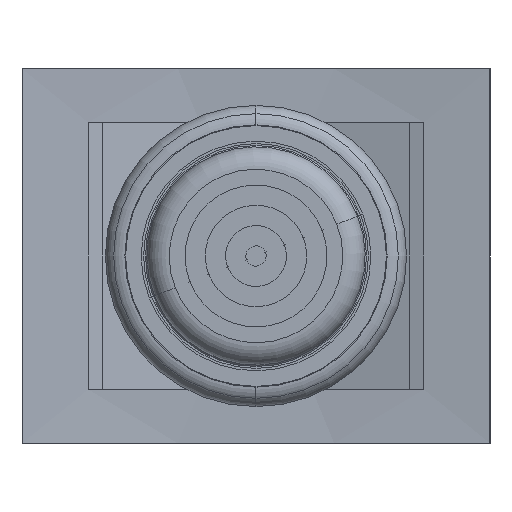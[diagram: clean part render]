
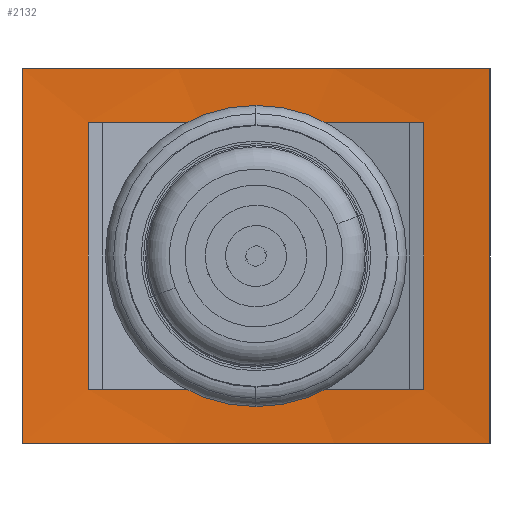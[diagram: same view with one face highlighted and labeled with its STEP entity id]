
A CAD part, left-side view. The second image highlights one B-rep face of the part: STEP entity #2132.
In plain terms, the highlighted cylindrical face has radius 56.951 mm (diameter 113.903 mm), a partial arc.
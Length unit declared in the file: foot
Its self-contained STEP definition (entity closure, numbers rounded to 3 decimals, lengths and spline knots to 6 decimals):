
#22 = CARTESIAN_POINT ( 'NONE',  ( 0.018655, -0.000934, 0.014833 ) ) ;
#45 = DIRECTION ( 'NONE',  ( 0., 0., 1. ) ) ;
#118 = LINE ( 'NONE', #669, #1461 ) ;
#122 = VERTEX_POINT ( 'NONE', #212 ) ;
#184 = ORIENTED_EDGE ( 'NONE', *, *, #3451, .F. ) ;
#212 = CARTESIAN_POINT ( 'NONE',  ( -0.026027, -0.001822, 0.020833 ) ) ;
#219 = CARTESIAN_POINT ( 'NONE',  ( 0., -0.186849, -0.020833 ) ) ;
#291 = ORIENTED_EDGE ( 'NONE', *, *, #3400, .T. ) ;
#356 = EDGE_CURVE ( 'NONE', #3389, #1389, #2201, .T. ) ;
#428 = ORIENTED_EDGE ( 'NONE', *, *, #724, .T. ) ;
#430 = DIRECTION ( 'NONE',  ( 1., 0., 0. ) ) ;
#464 = CYLINDRICAL_SURFACE ( 'NONE', #2237, 0.186849 ) ;
#568 = VECTOR ( 'NONE', #2487, 3.28084 ) ;
#668 = CIRCLE ( 'NONE', #1858, 0.186849 ) ;
#669 = CARTESIAN_POINT ( 'NONE',  ( -0.026027, -0.001822, -0.020833 ) ) ;
#724 = EDGE_CURVE ( 'NONE', #1888, #2078, #2743, .T. ) ;
#827 = CARTESIAN_POINT ( 'NONE',  ( -0.018655, -0.000934, 0.014833 ) ) ;
#850 = VECTOR ( 'NONE', #1771, 3.28084 ) ;
#853 = VECTOR ( 'NONE', #2459, 3.28084 ) ;
#937 = VERTEX_POINT ( 'NONE', #3511 ) ;
#954 = DIRECTION ( 'NONE',  ( 0., 0., -1. ) ) ;
#1052 = AXIS2_PLACEMENT_3D ( 'NONE', #2584, #954, #2879 ) ;
#1217 = EDGE_LOOP ( 'NONE', ( #2554, #291, #428, #1588 ) ) ;
#1241 = VERTEX_POINT ( 'NONE', #2539 ) ;
#1370 = CARTESIAN_POINT ( 'NONE',  ( 0., -0.186849, 0.014833 ) ) ;
#1389 = VERTEX_POINT ( 'NONE', #1959 ) ;
#1450 = CIRCLE ( 'NONE', #1495, 0.186849 ) ;
#1461 = VECTOR ( 'NONE', #1717, 3.28084 ) ;
#1462 = EDGE_LOOP ( 'NONE', ( #2481, #3074, #2729, #184 ) ) ;
#1492 = CARTESIAN_POINT ( 'NONE',  ( 0.026027, -0.001822, -0.020833 ) ) ;
#1495 = AXIS2_PLACEMENT_3D ( 'NONE', #1370, #3295, #1651 ) ;
#1588 = ORIENTED_EDGE ( 'NONE', *, *, #3142, .F. ) ;
#1627 = CARTESIAN_POINT ( 'NONE',  ( 0.026027, -0.001822, -0.020833 ) ) ;
#1651 = DIRECTION ( 'NONE',  ( 1., 0., 0. ) ) ;
#1657 = CARTESIAN_POINT ( 'NONE',  ( 0., -0.186849, -0.020833 ) ) ;
#1717 = DIRECTION ( 'NONE',  ( 0., 0., 1. ) ) ;
#1720 = EDGE_CURVE ( 'NONE', #1389, #122, #2390, .T. ) ;
#1730 = CARTESIAN_POINT ( 'NONE',  ( -0.018655, -0.000934, 0.014833 ) ) ;
#1771 = DIRECTION ( 'NONE',  ( 0., 0., 1. ) ) ;
#1782 = AXIS2_PLACEMENT_3D ( 'NONE', #2918, #2639, #430 ) ;
#1822 = DIRECTION ( 'NONE',  ( 1., 0., 0. ) ) ;
#1858 = AXIS2_PLACEMENT_3D ( 'NONE', #1657, #45, #1933 ) ;
#1888 = VERTEX_POINT ( 'NONE', #2838 ) ;
#1922 = CARTESIAN_POINT ( 'NONE',  ( 0.018655, -0.000934, -0.014833 ) ) ;
#1933 = DIRECTION ( 'NONE',  ( 1., 0., 0. ) ) ;
#1959 = CARTESIAN_POINT ( 'NONE',  ( 0.026027, -0.001822, 0.020833 ) ) ;
#2078 = VERTEX_POINT ( 'NONE', #1922 ) ;
#2132 = ADVANCED_FACE ( 'NONE', ( #3028, #3314 ), #464, .F. ) ;
#2201 = LINE ( 'NONE', #1492, #850 ) ;
#2237 = AXIS2_PLACEMENT_3D ( 'NONE', #219, #2949, #1822 ) ;
#2260 = EDGE_CURVE ( 'NONE', #3079, #1241, #2942, .T. ) ;
#2390 = CIRCLE ( 'NONE', #1782, 0.186849 ) ;
#2459 = DIRECTION ( 'NONE',  ( 0., 0., -1. ) ) ;
#2481 = ORIENTED_EDGE ( 'NONE', *, *, #356, .T. ) ;
#2487 = DIRECTION ( 'NONE',  ( 0., 0., -1. ) ) ;
#2539 = CARTESIAN_POINT ( 'NONE',  ( -0.018655, -0.000934, -0.014833 ) ) ;
#2554 = ORIENTED_EDGE ( 'NONE', *, *, #2260, .F. ) ;
#2584 = CARTESIAN_POINT ( 'NONE',  ( 0., -0.186849, -0.014833 ) ) ;
#2639 = DIRECTION ( 'NONE',  ( 0., 0., 1. ) ) ;
#2729 = ORIENTED_EDGE ( 'NONE', *, *, #3093, .F. ) ;
#2743 = LINE ( 'NONE', #22, #568 ) ;
#2838 = CARTESIAN_POINT ( 'NONE',  ( 0.018655, -0.000934, 0.014833 ) ) ;
#2879 = DIRECTION ( 'NONE',  ( 1., 0., 0. ) ) ;
#2918 = CARTESIAN_POINT ( 'NONE',  ( 0., -0.186849, 0.020833 ) ) ;
#2942 = LINE ( 'NONE', #827, #853 ) ;
#2949 = DIRECTION ( 'NONE',  ( 0., 0., 1. ) ) ;
#3028 = FACE_BOUND ( 'NONE', #1217, .T. ) ;
#3074 = ORIENTED_EDGE ( 'NONE', *, *, #1720, .T. ) ;
#3079 = VERTEX_POINT ( 'NONE', #1730 ) ;
#3093 = EDGE_CURVE ( 'NONE', #937, #122, #118, .T. ) ;
#3142 = EDGE_CURVE ( 'NONE', #1241, #2078, #3143, .T. ) ;
#3143 = CIRCLE ( 'NONE', #1052, 0.186849 ) ;
#3295 = DIRECTION ( 'NONE',  ( 0., 0., -1. ) ) ;
#3314 = FACE_OUTER_BOUND ( 'NONE', #1462, .T. ) ;
#3389 = VERTEX_POINT ( 'NONE', #1627 ) ;
#3400 = EDGE_CURVE ( 'NONE', #3079, #1888, #1450, .T. ) ;
#3451 = EDGE_CURVE ( 'NONE', #3389, #937, #668, .T. ) ;
#3511 = CARTESIAN_POINT ( 'NONE',  ( -0.026027, -0.001822, -0.020833 ) ) ;
